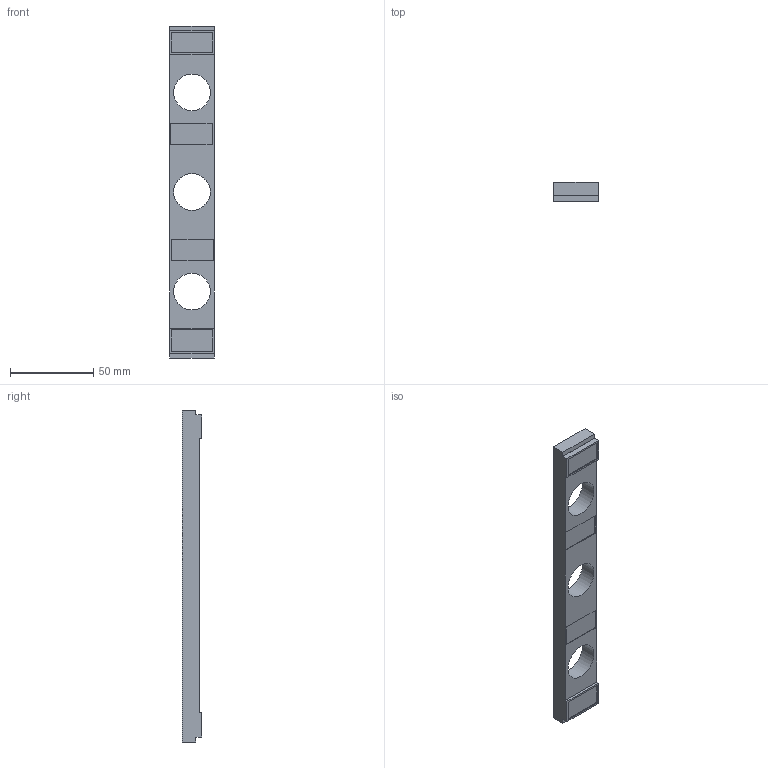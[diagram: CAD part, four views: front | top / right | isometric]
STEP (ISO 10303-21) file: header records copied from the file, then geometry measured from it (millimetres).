
FILE_DESCRIPTION(/* description */ ('STEP AP214'),/* implementation_level */ '2;1');
FILE_NAME(/* name */ '01980',/* time_stamp */ '2023-10-04T11:39:29+02:00',/* author */ ('License CC BY-ND 4.0'),/* organization */ ('CADENAS'),/* preprocessor_version */ 'ST-DEVELOPER v19.3',/* originating_system */ 'PARTsolutions',/* authorisation */ ' ');
FILE_SCHEMA (('AUTOMOTIVE_DESIGN {1 0 10303 214 3 1 1}'));
Length unit declared in the file: millimetre
Products named in the file (1): 01980
Bounding box: 27 x 11.5 x 200 mm (x, y, z)
Volume: 14992.8 mm3; surface area: 20868.7 mm2
Topology: 1 solids, 1 shells, 52 faces, 126 edges, 84 vertices
Faces by surface type: plane 46, cylinder 6
Full cylindrical faces by diameter (mm): 22.1 x3, 24.55 x3
Entity records: 1514 total; most frequent: CARTESIAN_POINT 257, ORIENTED_EDGE 240, DIRECTION 238, EDGE_CURVE 120, LINE 108, VECTOR 108, VERTEX_POINT 84, EDGE_LOOP 72
